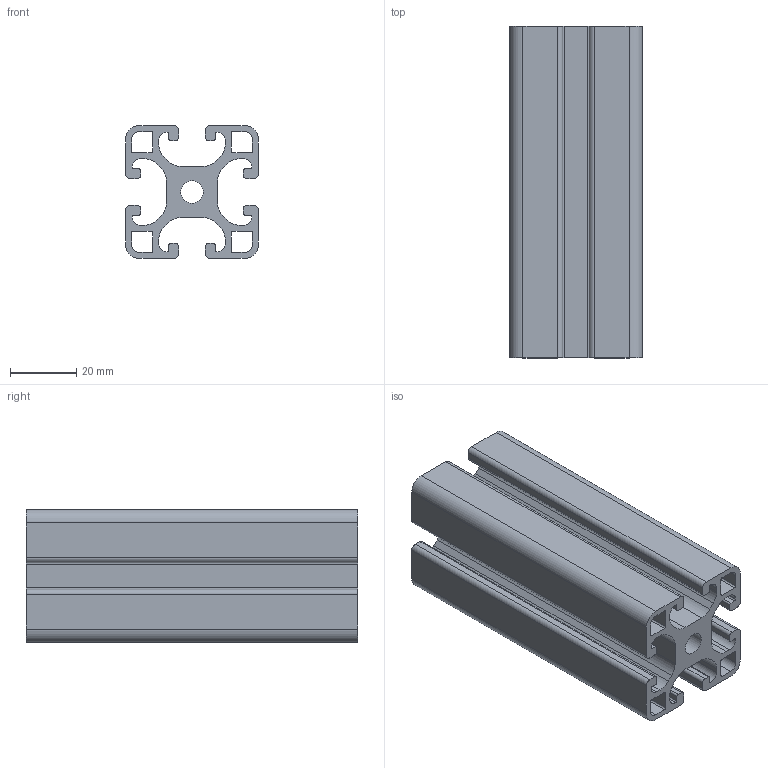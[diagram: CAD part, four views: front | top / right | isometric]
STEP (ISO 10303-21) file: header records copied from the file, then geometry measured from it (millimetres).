
FILE_DESCRIPTION(/* description */ ('Profil 40x40 lehký'),/* implementation_level */ '2;1');
FILE_NAME(/* name */ '174040L.stp',/* time_stamp */ '2024-10-09T11:08:17+02:00',/* author */ (''),/* organization */ ('Alutec K&K'),/* preprocessor_version */ 'ST-DEVELOPER v20',/* originating_system */ 'Autodesk Inventor 2024',/* authorisation */ '');
FILE_SCHEMA (('AUTOMOTIVE_DESIGN { 1 0 10303 214 3 1 1 }'));
Length unit declared in the file: millimetre
Products named in the file (1): 174040L
Bounding box: 40 x 100 x 40 mm (x, y, z)
Volume: 65701.6 mm3; surface area: 47332.6 mm2
Topology: 1 solids, 1 shells, 155 faces, 459 edges, 306 vertices
Faces by surface type: plane 78, cylinder 77
Full cylindrical faces by diameter (mm): 6.8 x1
Entity records: 5299 total; most frequent: DIRECTION 925, CARTESIAN_POINT 921, ORIENTED_EDGE 918, EDGE_CURVE 459, AXIS2_PLACEMENT_3D 310, VERTEX_POINT 306, LINE 305, VECTOR 305
